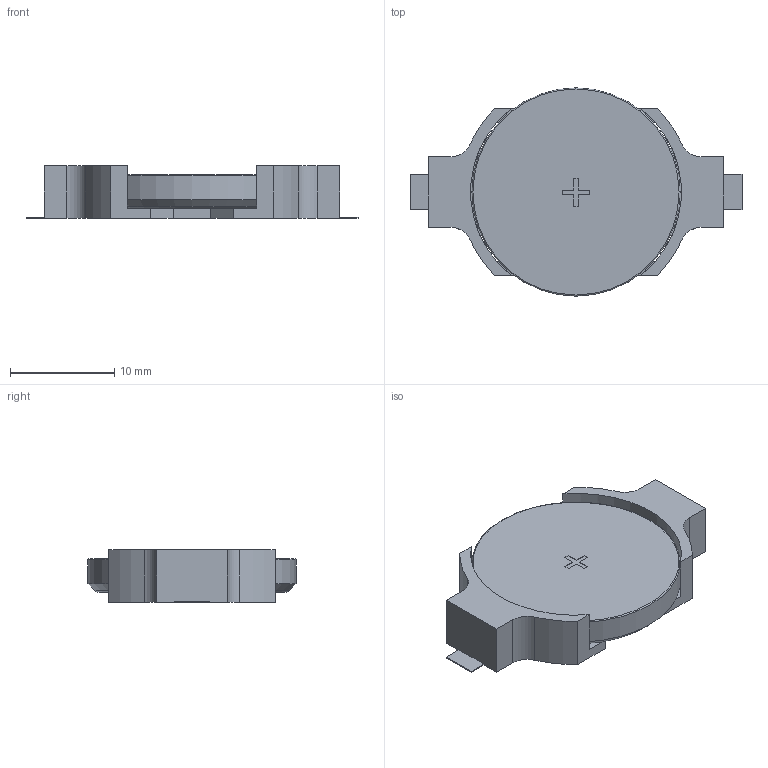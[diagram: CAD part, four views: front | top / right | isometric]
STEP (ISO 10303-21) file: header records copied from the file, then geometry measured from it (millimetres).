
FILE_DESCRIPTION(/* description */ (''),/* implementation_level */ '2;1');
FILE_NAME(/* name */ 'CR2032-Keystone-1058 (Assembly).step',/* time_stamp */ '2026-02-12T21:09:12+01:00',/* author */ (''),/* organization */ (''),/* preprocessor_version */ 'ST-DEVELOPER v20.1',/* originating_system */ 'Autodesk Translation Framework v14.24.0.0',/* authorisation */ '');
FILE_SCHEMA (('AUTOMOTIVE_DESIGN { 1 0 10303 214 3 1 1 }'));
Length unit declared in the file: millimetre
Products named in the file (3): CR2032-Keystone-1058 (Assembly); CR2032-Keystone-1058; CR2032
Assembly tree (2 placements, depth 2):
  CR2032-Keystone-1058 (Assembly)
    CR2032-Keystone-1058
    CR2032
Bounding box: 31.9 x 20 x 5.08 mm (x, y, z)
Volume: 1621 mm3; surface area: 2577.2 mm2
Topology: 6 solids, 6 shells, 94 faces, 248 edges, 164 vertices
Faces by surface type: plane 72, cylinder 19, torus 2, cone 1
Full cylindrical faces by diameter (mm): 17.7 x2, 18.7 x2, 20 x1
Entity records: 3019 total; most frequent: CARTESIAN_POINT 511, ORIENTED_EDGE 496, DIRECTION 496, EDGE_CURVE 248, LINE 198, VECTOR 198, VERTEX_POINT 164, AXIS2_PLACEMENT_3D 149
